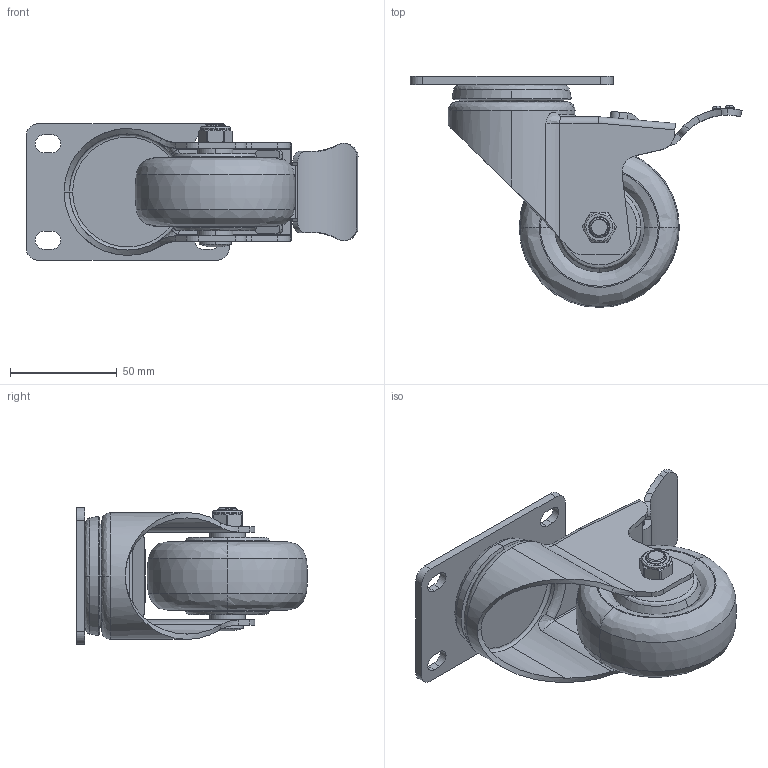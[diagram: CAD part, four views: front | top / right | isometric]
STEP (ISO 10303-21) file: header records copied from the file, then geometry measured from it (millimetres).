
FILE_DESCRIPTION (( 'STEP AP203' ), '1' );
FILE_NAME ('WH-5023H-76 3in SWIVEL BRAKE PLATE MOUNTING H=108 45x75mm pitch.STEP', '2022-09-22T03:22:23', ( '' ), ( '' ), 'SwSTEP 2.0', 'SolidWorks 2018', '' );
FILE_SCHEMA (( 'CONFIG_CONTROL_DESIGN' ));
Length unit declared in the file: millimetre
Products named in the file (20): 570-34; 540-14_3; 540-14; 540-14_4; 540-14_2; 503-986; 50123; 540-14_5; WH-5023H-76 3in SWIVEL BRAKE PLATE MOUNTING H=108 45x75mm pitch; 570-33
Assembly tree (10 placements, depth 3):
  570-34
  540-14_2
  503-986
  540-14_5
  WH-5023H-76 3in SWIVEL BRAKE PLATE MOUNTING H=108 45x75mm pitch
    50123
    540-14
      540-14_5
      540-14_4
      540-14_3
      540-14_2
      540-14
    503-986
    570-33
    570-34
Bounding box: 155.2 x 107.94 x 64 mm (x, y, z)
Volume: 216825 mm3; surface area: 65595.3 mm2
Topology: 9 solids, 9 shells, 316 faces, 821 edges, 532 vertices
Faces by surface type: cylinder 121, plane 89, bspline 72, cone 32, torus 2
Entity records: 19449 total; most frequent: CARTESIAN_POINT 10458, ORIENTED_EDGE 1642, DIRECTION 1303, EDGE_CURVE 821, VERTEX_POINT 532, AXIS2_PLACEMENT_3D 496, EDGE_LOOP 341, ADVANCED_FACE 316
